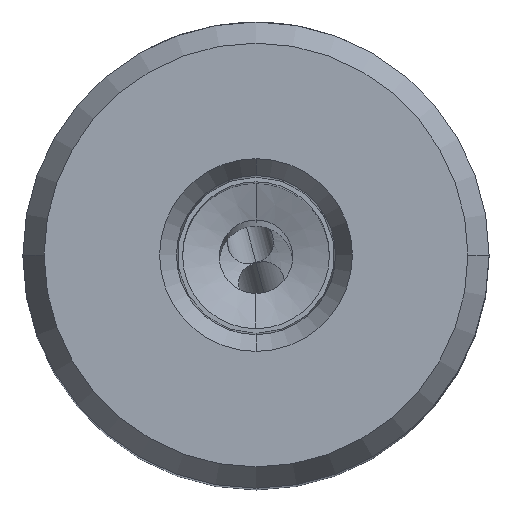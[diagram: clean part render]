
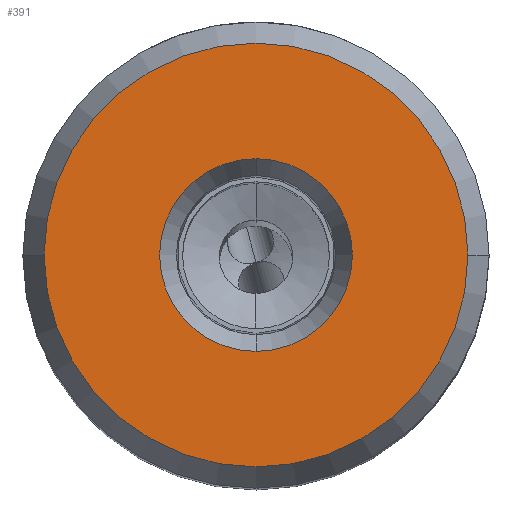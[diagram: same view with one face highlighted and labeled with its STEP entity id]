
A CAD part, top view. The second image highlights one B-rep face of the part: STEP entity #391.
In plain terms, the highlighted planar face has unit normal (0, 0, 1).
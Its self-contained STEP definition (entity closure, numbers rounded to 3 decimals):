
#54=FACE_BOUND('',#773,.T.);
#55=FACE_BOUND('',#774,.T.);
#92=PLANE('',#3473);
#391=ADVANCED_FACE('',(#54,#55),#92,.T.);
#773=EDGE_LOOP('',(#1485,#1486));
#774=EDGE_LOOP('',(#1487,#1488));
#1485=ORIENTED_EDGE('',*,*,#2838,.T.);
#1486=ORIENTED_EDGE('',*,*,#2839,.T.);
#1487=ORIENTED_EDGE('',*,*,#2840,.T.);
#1488=ORIENTED_EDGE('',*,*,#2841,.T.);
#2444=VERTEX_POINT('',#6462);
#2445=VERTEX_POINT('',#6464);
#2446=VERTEX_POINT('',#6470);
#2447=VERTEX_POINT('',#6471);
#2838=EDGE_CURVE('',#2444,#2445,#3264,.T.);
#2839=EDGE_CURVE('',#2445,#2444,#3265,.T.);
#2840=EDGE_CURVE('',#2446,#2447,#3266,.T.);
#2841=EDGE_CURVE('',#2447,#2446,#3267,.T.);
#3264=CIRCLE('',#3467,5.25);
#3265=CIRCLE('',#3469,5.25);
#3266=CIRCLE('',#3471,11.545);
#3267=CIRCLE('',#3472,11.545);
#3467=AXIS2_PLACEMENT_3D('',#6465,#3780,#3781);
#3469=AXIS2_PLACEMENT_3D('',#6467,#3784,#3785);
#3471=AXIS2_PLACEMENT_3D('',#6469,#3788,#3789);
#3472=AXIS2_PLACEMENT_3D('',#6472,#3790,#3791);
#3473=AXIS2_PLACEMENT_3D('',#6473,#3792,#3793);
#3780=DIRECTION('',(0.,0.,-1.));
#3781=DIRECTION('',(0.,-1.,0.));
#3784=DIRECTION('',(0.,0.,-1.));
#3785=DIRECTION('',(0.,1.,0.));
#3788=DIRECTION('',(0.,0.,1.));
#3789=DIRECTION('',(-1.,0.,0.));
#3790=DIRECTION('',(0.,0.,1.));
#3791=DIRECTION('',(1.,0.,0.));
#3792=DIRECTION('',(0.,0.,1.));
#3793=DIRECTION('',(-1.,0.,0.));
#6462=CARTESIAN_POINT('',(0.,-5.25,28.65));
#6464=CARTESIAN_POINT('',(0.,5.25,28.65));
#6465=CARTESIAN_POINT('',(0.,0.,28.65));
#6467=CARTESIAN_POINT('',(0.,0.,28.65));
#6469=CARTESIAN_POINT('',(0.,0.,28.65));
#6470=CARTESIAN_POINT('',(-11.545,0.,28.65));
#6471=CARTESIAN_POINT('',(11.545,0.,28.65));
#6472=CARTESIAN_POINT('',(0.,0.,28.65));
#6473=CARTESIAN_POINT('',(0.,0.,28.65));
